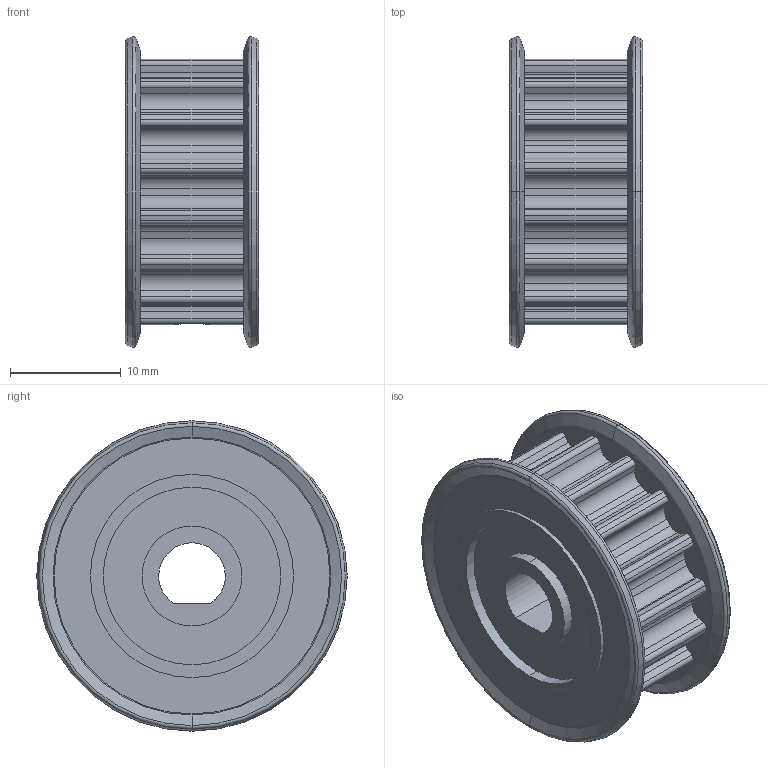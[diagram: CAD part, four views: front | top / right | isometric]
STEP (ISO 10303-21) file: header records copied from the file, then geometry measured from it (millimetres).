
FILE_DESCRIPTION (( 'STEP AP203' ), '1' );
FILE_NAME ('3417-1006-0016 assembly.STEP', '2020-10-15T14:16:04', ( '' ), ( '' ), 'SwSTEP 2.0', 'SolidWorks 2016', '' );
FILE_SCHEMA (( 'CONFIG_CONTROL_DESIGN' ));
Length unit declared in the file: millimetre
Products named in the file (4): 3417-1006-0016 body; 2806-0005-0006_91390A118; 3417-1006-0016 assembly; 3417-1006-0016 ring
Assembly tree (4 placements, depth 2):
  3417-1006-0016 assembly
    3417-1006-0016 body
    3417-1006-0016 ring  x2
    2806-0005-0006_91390A118
Bounding box: 12.01 x 27.98 x 27.98 mm (x, y, z)
Volume: 4227.3 mm3; surface area: 4220.7 mm2
Topology: 4 solids, 4 shells, 320 faces, 879 edges, 568 vertices
Faces by surface type: cylinder 178, plane 79, cone 34, torus 16, bspline 13
Entity records: 20166 total; most frequent: CARTESIAN_POINT 12314, ORIENTED_EDGE 1678, DIRECTION 1492, EDGE_CURVE 839, AXIS2_PLACEMENT_3D 567, VERTEX_POINT 548, VECTOR 358, LINE 358
